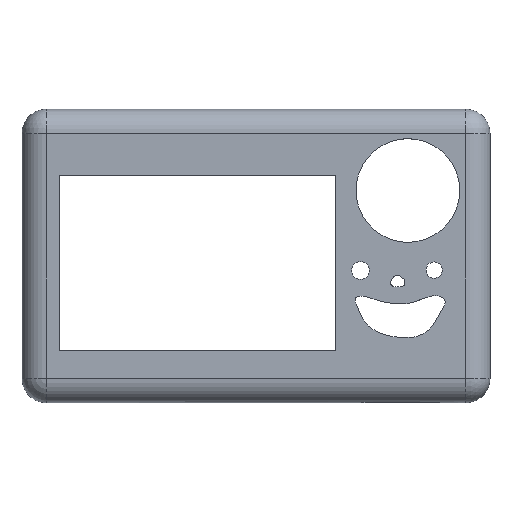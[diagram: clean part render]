
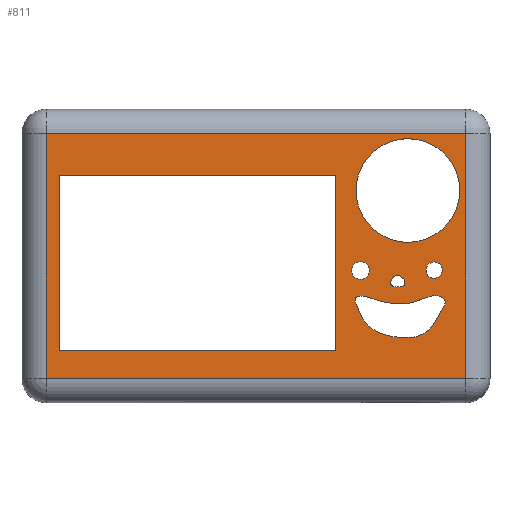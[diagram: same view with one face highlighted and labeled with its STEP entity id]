
A CAD part, top view. The second image highlights one B-rep face of the part: STEP entity #811.
In plain terms, the highlighted planar face has unit normal (0, 0, 1).
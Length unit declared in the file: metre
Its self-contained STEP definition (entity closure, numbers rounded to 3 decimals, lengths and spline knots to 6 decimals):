
#24=B_SPLINE_CURVE_WITH_KNOTS('',3,(#1374,#1375,#1376,#1377,#1378,#1379),
 .UNSPECIFIED.,.T.,.F.,(1,3,1,1,3,1),(-0.353273,0.,0.32064,
0.646727,1.,1.32064),.UNSPECIFIED.);
#25=B_SPLINE_CURVE_WITH_KNOTS('',3,(#1415,#1416,#1417,#1418,#1419,#1420,
#1421,#1422,#1423,#1424,#1425,#1426,#1427,#1428,#1429,#1430,#1431),
 .UNSPECIFIED.,.T.,.F.,(1,3,1,1,1,1,1,1,1,1,1,1,1,1,1,3,1),(-0.045737,
0.,0.083439,0.173059,0.274998,0.352521,
0.425754,0.493587,0.549216,0.613218,0.692198,
0.779743,0.842215,0.90763,0.954263,
1.,1.083439),.UNSPECIFIED.);
#59=CIRCLE('',#897,0.001922);
#60=CIRCLE('',#899,0.011397);
#61=CIRCLE('',#901,0.001788);
#238=ORIENTED_EDGE('',*,*,#401,.F.);
#239=ORIENTED_EDGE('',*,*,#400,.F.);
#240=ORIENTED_EDGE('',*,*,#399,.F.);
#241=ORIENTED_EDGE('',*,*,#398,.F.);
#242=ORIENTED_EDGE('',*,*,#410,.T.);
#243=ORIENTED_EDGE('',*,*,#411,.T.);
#244=ORIENTED_EDGE('',*,*,#412,.T.);
#245=ORIENTED_EDGE('',*,*,#337,.T.);
#246=ORIENTED_EDGE('',*,*,#397,.T.);
#247=ORIENTED_EDGE('',*,*,#405,.F.);
#248=ORIENTED_EDGE('',*,*,#404,.T.);
#249=ORIENTED_EDGE('',*,*,#409,.T.);
#250=ORIENTED_EDGE('',*,*,#407,.F.);
#337=EDGE_CURVE('',#446,#445,#512,.T.);
#397=EDGE_CURVE('',#482,#482,#24,.T.);
#398=EDGE_CURVE('',#483,#483,#25,.T.);
#399=EDGE_CURVE('',#484,#484,#59,.T.);
#400=EDGE_CURVE('',#485,#485,#60,.T.);
#401=EDGE_CURVE('',#486,#486,#61,.T.);
#404=EDGE_CURVE('',#487,#488,#546,.T.);
#405=EDGE_CURVE('',#487,#489,#547,.T.);
#407=EDGE_CURVE('',#489,#490,#549,.T.);
#409=EDGE_CURVE('',#488,#490,#551,.T.);
#410=EDGE_CURVE('',#445,#491,#552,.T.);
#411=EDGE_CURVE('',#491,#492,#553,.F.);
#412=EDGE_CURVE('',#492,#446,#554,.F.);
#445=VERTEX_POINT('',#1222);
#446=VERTEX_POINT('',#1224);
#482=VERTEX_POINT('',#1380);
#483=VERTEX_POINT('',#1432);
#484=VERTEX_POINT('',#1435);
#485=VERTEX_POINT('',#1438);
#486=VERTEX_POINT('',#1441);
#487=VERTEX_POINT('',#1444);
#488=VERTEX_POINT('',#1446);
#489=VERTEX_POINT('',#1450);
#490=VERTEX_POINT('',#1454);
#491=VERTEX_POINT('',#1460);
#492=VERTEX_POINT('',#1462);
#512=LINE('',#1223,#578);
#546=LINE('',#1447,#612);
#547=LINE('',#1449,#613);
#549=LINE('',#1453,#615);
#551=LINE('',#1457,#617);
#552=LINE('',#1459,#618);
#553=LINE('',#1461,#619);
#554=LINE('',#1463,#620);
#578=VECTOR('',#968,1.);
#612=VECTOR('',#1112,1.);
#613=VECTOR('',#1115,1.);
#615=VECTOR('',#1119,1.);
#617=VECTOR('',#1123,1.);
#618=VECTOR('',#1126,1.);
#619=VECTOR('',#1127,1.);
#620=VECTOR('',#1128,1.);
#671=EDGE_LOOP('',(#238));
#672=EDGE_LOOP('',(#239));
#673=EDGE_LOOP('',(#240));
#674=EDGE_LOOP('',(#241));
#675=EDGE_LOOP('',(#242,#243,#244,#245));
#676=EDGE_LOOP('',(#246));
#677=EDGE_LOOP('',(#247,#248,#249,#250));
#737=FACE_BOUND('',#671,.T.);
#738=FACE_BOUND('',#672,.T.);
#739=FACE_BOUND('',#673,.T.);
#740=FACE_BOUND('',#674,.T.);
#741=FACE_BOUND('',#675,.T.);
#742=FACE_BOUND('',#676,.T.);
#743=FACE_BOUND('',#677,.T.);
#770=PLANE('',#906);
#811=ADVANCED_FACE('',(#737,#738,#739,#740,#741,#742,#743),#770,.T.);
#897=AXIS2_PLACEMENT_3D('',#1434,#1098,#1099);
#899=AXIS2_PLACEMENT_3D('',#1437,#1102,#1103);
#901=AXIS2_PLACEMENT_3D('',#1440,#1106,#1107);
#906=AXIS2_PLACEMENT_3D('',#1458,#1124,#1125);
#968=DIRECTION('',(1.,0.,0.));
#1098=DIRECTION('',(0.,0.,1.));
#1099=DIRECTION('',(1.,0.,0.));
#1102=DIRECTION('',(0.,0.,1.));
#1103=DIRECTION('',(1.,0.,0.));
#1106=DIRECTION('',(0.,0.,1.));
#1107=DIRECTION('',(1.,0.,0.));
#1112=DIRECTION('',(1.,0.,0.));
#1115=DIRECTION('',(0.,-1.,0.));
#1119=DIRECTION('',(1.,0.,0.));
#1123=DIRECTION('',(0.,-1.,0.));
#1124=DIRECTION('',(0.,0.,1.));
#1125=DIRECTION('',(1.,0.,0.));
#1126=DIRECTION('',(0.,1.,0.));
#1127=DIRECTION('',(1.,0.,0.));
#1128=DIRECTION('',(0.,1.,0.));
#1222=CARTESIAN_POINT('',(0.223789,-0.1019,0.008858));
#1223=CARTESIAN_POINT('',(0.202454,-0.1019,0.008858));
#1224=CARTESIAN_POINT('',(0.131688,-0.1019,0.008858));
#1374=CARTESIAN_POINT('',(0.207452,-0.081322,0.008858));
#1375=CARTESIAN_POINT('',(0.207012,-0.080657,0.008858));
#1376=CARTESIAN_POINT('',(0.208737,-0.077997,0.008858));
#1377=CARTESIAN_POINT('',(0.211893,-0.081932,0.008858));
#1378=CARTESIAN_POINT('',(0.207937,-0.082054,0.008858));
#1379=CARTESIAN_POINT('',(0.207452,-0.081322,0.008858));
#1380=CARTESIAN_POINT('',(0.207452,-0.081322,0.008858));
#1415=CARTESIAN_POINT('',(0.199782,-0.08562,0.008858));
#1416=CARTESIAN_POINT('',(0.200175,-0.086738,0.008858));
#1417=CARTESIAN_POINT('',(0.201482,-0.090231,0.008858));
#1418=CARTESIAN_POINT('',(0.206086,-0.09277,0.008858));
#1419=CARTESIAN_POINT('',(0.213108,-0.09337,0.008858));
#1420=CARTESIAN_POINT('',(0.216515,-0.090771,0.008858));
#1421=CARTESIAN_POINT('',(0.217977,-0.087788,0.008858));
#1422=CARTESIAN_POINT('',(0.220031,-0.084735,0.008858));
#1423=CARTESIAN_POINT('',(0.217428,-0.083415,0.008858));
#1424=CARTESIAN_POINT('',(0.214839,-0.084257,0.008858));
#1425=CARTESIAN_POINT('',(0.211183,-0.085863,0.008858));
#1426=CARTESIAN_POINT('',(0.206068,-0.08531,0.008858));
#1427=CARTESIAN_POINT('',(0.203766,-0.084577,0.008858));
#1428=CARTESIAN_POINT('',(0.201111,-0.083627,0.008858));
#1429=CARTESIAN_POINT('',(0.199276,-0.084114,0.008858));
#1430=CARTESIAN_POINT('',(0.199567,-0.085007,0.008858));
#1431=CARTESIAN_POINT('',(0.199782,-0.08562,0.008858));
#1432=CARTESIAN_POINT('',(0.199782,-0.08562,0.008858));
#1434=CARTESIAN_POINT('',(0.200709,-0.078203,0.008858));
#1435=CARTESIAN_POINT('',(0.202631,-0.078203,0.008858));
#1437=CARTESIAN_POINT('',(0.211121,-0.060628,0.008858));
#1438=CARTESIAN_POINT('',(0.222518,-0.060628,0.008858));
#1440=CARTESIAN_POINT('',(0.216892,-0.078119,0.008858));
#1441=CARTESIAN_POINT('',(0.21868,-0.078119,0.008858));
#1444=CARTESIAN_POINT('',(0.13451,-0.057345,0.008858));
#1446=CARTESIAN_POINT('',(0.195252,-0.057345,0.008858));
#1447=CARTESIAN_POINT('',(0.202454,-0.057345,0.008858));
#1449=CARTESIAN_POINT('',(0.13451,-0.090146,0.008858));
#1450=CARTESIAN_POINT('',(0.13451,-0.095833,0.008858));
#1453=CARTESIAN_POINT('',(0.202454,-0.095833,0.008858));
#1454=CARTESIAN_POINT('',(0.195252,-0.095833,0.008858));
#1457=CARTESIAN_POINT('',(0.195252,-0.090146,0.008858));
#1458=CARTESIAN_POINT('',(0.202454,-0.090146,0.008858));
#1459=CARTESIAN_POINT('',(0.223789,-0.090146,0.008858));
#1460=CARTESIAN_POINT('',(0.223789,-0.048121,0.008858));
#1461=CARTESIAN_POINT('',(0.202454,-0.048121,0.008858));
#1462=CARTESIAN_POINT('',(0.131688,-0.048121,0.008858));
#1463=CARTESIAN_POINT('',(0.131688,-0.090146,0.008858));
